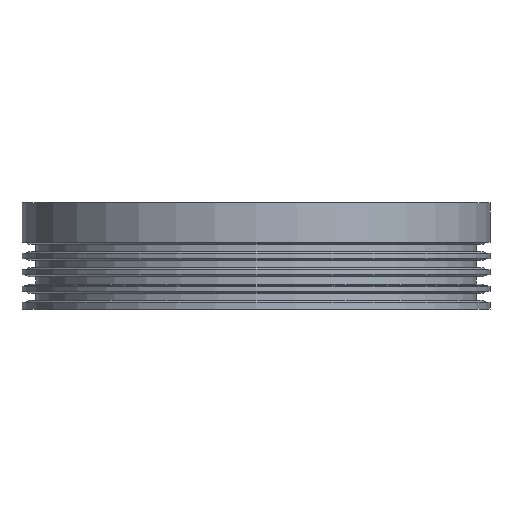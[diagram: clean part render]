
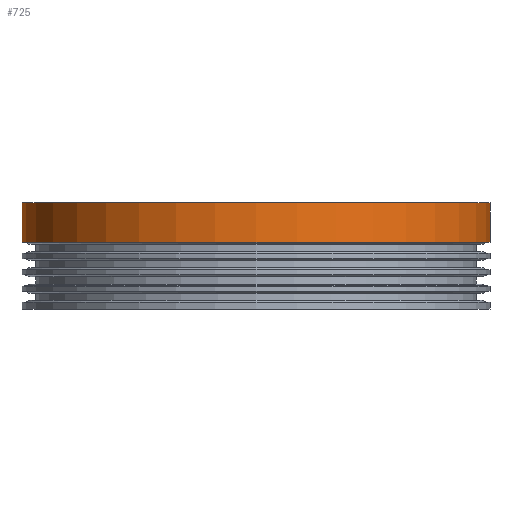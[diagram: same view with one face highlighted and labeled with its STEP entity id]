
A CAD part, front view. The second image highlights one B-rep face of the part: STEP entity #725.
In plain terms, the highlighted cylindrical face has radius 172 mm (diameter 344 mm), a partial arc.
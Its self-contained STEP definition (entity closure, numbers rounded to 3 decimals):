
#151 = DIRECTION ( 'NONE',  ( 0., 0., 1. ) ) ;
#191 = ORIENTED_EDGE ( 'NONE', *, *, #4535, .F. ) ;
#439 = DIRECTION ( 'NONE',  ( 0., 0., 1. ) ) ;
#657 = FACE_OUTER_BOUND ( 'NONE', #3375, .T. ) ;
#725 = ADVANCED_FACE ( 'NONE', ( #657 ), #4091, .T. ) ;
#991 = VECTOR ( 'NONE', #2406, 1000. ) ;
#1188 = AXIS2_PLACEMENT_3D ( 'NONE', #4286, #151, #3514 ) ;
#1229 = AXIS2_PLACEMENT_3D ( 'NONE', #4147, #1578, #2251 ) ;
#1321 = CARTESIAN_POINT ( 'NONE',  ( 172., 0., 0. ) ) ;
#1350 = CIRCLE ( 'NONE', #1188, 172. ) ;
#1460 = EDGE_CURVE ( 'NONE', #2207, #4453, #2703, .T. ) ;
#1488 = VERTEX_POINT ( 'NONE', #3559 ) ;
#1578 = DIRECTION ( 'NONE',  ( 0., 0., 1. ) ) ;
#1637 = CARTESIAN_POINT ( 'NONE',  ( -172., 0., 0. ) ) ;
#2207 = VERTEX_POINT ( 'NONE', #3601 ) ;
#2251 = DIRECTION ( 'NONE',  ( 1., 0., 0. ) ) ;
#2298 = DIRECTION ( 'NONE',  ( 1., 0., 0. ) ) ;
#2321 = CARTESIAN_POINT ( 'NONE',  ( 0., 0., 78. ) ) ;
#2406 = DIRECTION ( 'NONE',  ( 0., 0., 1. ) ) ;
#2525 = CARTESIAN_POINT ( 'NONE',  ( -172., 0., 78. ) ) ;
#2692 = LINE ( 'NONE', #1637, #4775 ) ;
#2701 = CIRCLE ( 'NONE', #3977, 172. ) ;
#2703 = LINE ( 'NONE', #1321, #991 ) ;
#3072 = VERTEX_POINT ( 'NONE', #2525 ) ;
#3302 = ORIENTED_EDGE ( 'NONE', *, *, #4468, .F. ) ;
#3375 = EDGE_LOOP ( 'NONE', ( #191, #4424, #4146, #3302 ) ) ;
#3425 = CARTESIAN_POINT ( 'NONE',  ( 172., 0., 78. ) ) ;
#3514 = DIRECTION ( 'NONE',  ( 1., 0., 0. ) ) ;
#3559 = CARTESIAN_POINT ( 'NONE',  ( -172., 0., 49.141 ) ) ;
#3601 = CARTESIAN_POINT ( 'NONE',  ( 172., 0., 49.141 ) ) ;
#3708 = EDGE_CURVE ( 'NONE', #1488, #2207, #1350, .T. ) ;
#3977 = AXIS2_PLACEMENT_3D ( 'NONE', #2321, #4217, #2298 ) ;
#4091 = CYLINDRICAL_SURFACE ( 'NONE', #1229, 172. ) ;
#4146 = ORIENTED_EDGE ( 'NONE', *, *, #1460, .T. ) ;
#4147 = CARTESIAN_POINT ( 'NONE',  ( 0., 0., 0. ) ) ;
#4217 = DIRECTION ( 'NONE',  ( 0., 0., 1. ) ) ;
#4286 = CARTESIAN_POINT ( 'NONE',  ( 0., 0., 49.141 ) ) ;
#4424 = ORIENTED_EDGE ( 'NONE', *, *, #3708, .T. ) ;
#4453 = VERTEX_POINT ( 'NONE', #3425 ) ;
#4468 = EDGE_CURVE ( 'NONE', #3072, #4453, #2701, .T. ) ;
#4535 = EDGE_CURVE ( 'NONE', #1488, #3072, #2692, .T. ) ;
#4775 = VECTOR ( 'NONE', #439, 1000. ) ;
